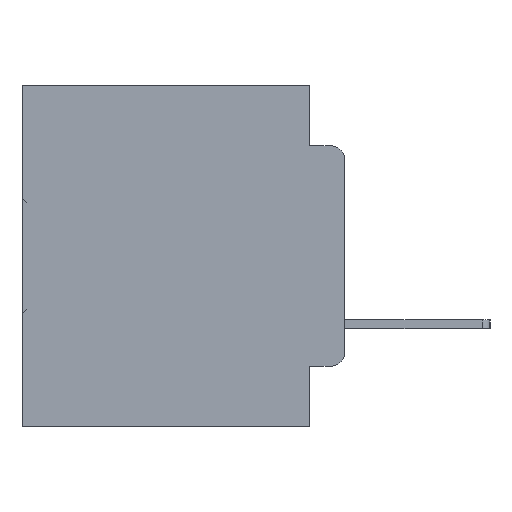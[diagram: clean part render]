
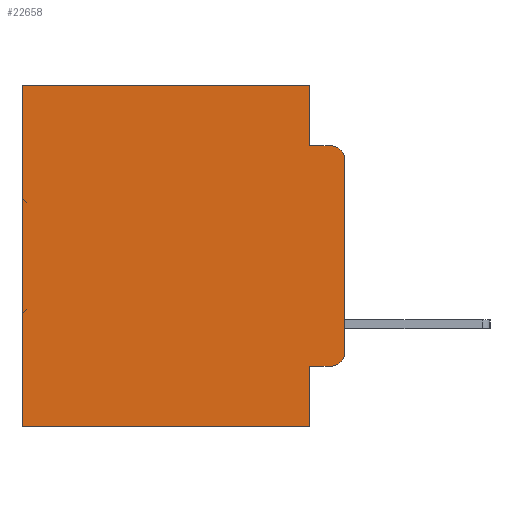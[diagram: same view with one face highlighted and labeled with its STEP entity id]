
A CAD part, left-side view. The second image highlights one B-rep face of the part: STEP entity #22658.
In plain terms, the highlighted planar face has unit normal (-1, 0, 0).
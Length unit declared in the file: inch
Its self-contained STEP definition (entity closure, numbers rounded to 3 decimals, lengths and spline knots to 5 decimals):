
#171 = DIRECTION ( 'NONE',  ( -1., 0., 0. ) ) ;
#478 = CIRCLE ( 'NONE', #22858, 0.02 ) ;
#801 = VERTEX_POINT ( 'NONE', #26930 ) ;
#1143 = DIRECTION ( 'NONE',  ( 0., -1., 0. ) ) ;
#1212 = CARTESIAN_POINT ( 'NONE',  ( 0.298, 0.051, -0.5 ) ) ;
#1271 = CARTESIAN_POINT ( 'NONE',  ( 0.298, 0.02, -0.0885 ) ) ;
#1449 = CIRCLE ( 'NONE', #24562, 0.02 ) ;
#1454 = CARTESIAN_POINT ( 'NONE',  ( 0.298, 0., -0.3915 ) ) ;
#1559 = VERTEX_POINT ( 'NONE', #20098 ) ;
#1918 = VERTEX_POINT ( 'NONE', #13806 ) ;
#1978 = DIRECTION ( 'NONE',  ( 1., 0., 0. ) ) ;
#2125 = CARTESIAN_POINT ( 'NONE',  ( 0.298, 0., -0.1085 ) ) ;
#2432 = VECTOR ( 'NONE', #3135, 39.37008 ) ;
#2574 = ORIENTED_EDGE ( 'NONE', *, *, #26596, .F. ) ;
#2639 = ORIENTED_EDGE ( 'NONE', *, *, #23054, .T. ) ;
#2882 = ORIENTED_EDGE ( 'NONE', *, *, #31737, .T. ) ;
#2896 = VECTOR ( 'NONE', #21665, 39.37008 ) ;
#3135 = DIRECTION ( 'NONE',  ( 0., 1., 0. ) ) ;
#3271 = EDGE_LOOP ( 'NONE', ( #19408, #10888, #11169, #7781, #8474, #2882, #3762, #2574, #2639, #26021 ) ) ;
#3762 = ORIENTED_EDGE ( 'NONE', *, *, #20447, .F. ) ;
#5430 = EDGE_CURVE ( 'NONE', #1918, #15197, #16522, .T. ) ;
#5542 = CARTESIAN_POINT ( 'NONE',  ( 0.298, 0.02, -0.1085 ) ) ;
#6192 = LINE ( 'NONE', #32569, #27208 ) ;
#6423 = DIRECTION ( 'NONE',  ( 0., 0., -1. ) ) ;
#6740 = FACE_OUTER_BOUND ( 'NONE', #3271, .T. ) ;
#6825 = AXIS2_PLACEMENT_3D ( 'NONE', #22990, #1978, #20464 ) ;
#7292 = CARTESIAN_POINT ( 'NONE',  ( 0.298, 0.051, -0.4115 ) ) ;
#7781 = ORIENTED_EDGE ( 'NONE', *, *, #11892, .F. ) ;
#8245 = DIRECTION ( 'NONE',  ( 0., 0., -1. ) ) ;
#8375 = VECTOR ( 'NONE', #9987, 39.37008 ) ;
#8474 = ORIENTED_EDGE ( 'NONE', *, *, #5430, .T. ) ;
#9987 = DIRECTION ( 'NONE',  ( 0., -1., 0. ) ) ;
#9988 = LINE ( 'NONE', #18999, #2896 ) ;
#10888 = ORIENTED_EDGE ( 'NONE', *, *, #17134, .T. ) ;
#11169 = ORIENTED_EDGE ( 'NONE', *, *, #13647, .F. ) ;
#11286 = LINE ( 'NONE', #29877, #17426 ) ;
#11478 = CARTESIAN_POINT ( 'NONE',  ( 0.298, 0., 0. ) ) ;
#11702 = VERTEX_POINT ( 'NONE', #18604 ) ;
#11892 = EDGE_CURVE ( 'NONE', #1918, #801, #11286, .T. ) ;
#12091 = VECTOR ( 'NONE', #31730, 39.37008 ) ;
#12556 = VERTEX_POINT ( 'NONE', #1212 ) ;
#13519 = CARTESIAN_POINT ( 'NONE',  ( 0.298, 0., -0.5 ) ) ;
#13647 = EDGE_CURVE ( 'NONE', #801, #18641, #6192, .T. ) ;
#13806 = CARTESIAN_POINT ( 'NONE',  ( 0.298, 0.051, 0. ) ) ;
#14110 = DIRECTION ( 'NONE',  ( 0., 0., -1. ) ) ;
#15197 = VERTEX_POINT ( 'NONE', #32295 ) ;
#15402 = VERTEX_POINT ( 'NONE', #1454 ) ;
#15567 = CARTESIAN_POINT ( 'NONE',  ( 0.298, 0.473, -0.5 ) ) ;
#16024 = CARTESIAN_POINT ( 'NONE',  ( 0.298, 0.02, -0.3915 ) ) ;
#16522 = LINE ( 'NONE', #31900, #2432 ) ;
#17134 = EDGE_CURVE ( 'NONE', #25153, #18641, #1449, .T. ) ;
#17426 = VECTOR ( 'NONE', #22169, 39.37008 ) ;
#17825 = PLANE ( 'NONE',  #6825 ) ;
#18604 = CARTESIAN_POINT ( 'NONE',  ( 0.298, 0.051, -0.4115 ) ) ;
#18641 = VERTEX_POINT ( 'NONE', #1271 ) ;
#18661 = DIRECTION ( 'NONE',  ( 0., 0., -1. ) ) ;
#18999 = CARTESIAN_POINT ( 'NONE',  ( 0.298, 0.473, 0. ) ) ;
#19408 = ORIENTED_EDGE ( 'NONE', *, *, #25945, .F. ) ;
#19536 = EDGE_CURVE ( 'NONE', #1559, #15402, #478, .T. ) ;
#20098 = CARTESIAN_POINT ( 'NONE',  ( 0.298, 0.02, -0.4115 ) ) ;
#20447 = EDGE_CURVE ( 'NONE', #12556, #22115, #32031, .T. ) ;
#20464 = DIRECTION ( 'NONE',  ( 0., 0., -1. ) ) ;
#21543 = LINE ( 'NONE', #7292, #8375 ) ;
#21665 = DIRECTION ( 'NONE',  ( 0., 0., -1. ) ) ;
#22115 = VERTEX_POINT ( 'NONE', #15567 ) ;
#22169 = DIRECTION ( 'NONE',  ( 0., 0., -1. ) ) ;
#22209 = CARTESIAN_POINT ( 'NONE',  ( 0.298, 0.051, 0. ) ) ;
#22658 = ADVANCED_FACE ( 'NONE', ( #6740 ), #17825, .F. ) ;
#22858 = AXIS2_PLACEMENT_3D ( 'NONE', #16024, #171, #18661 ) ;
#22990 = CARTESIAN_POINT ( 'NONE',  ( 0.298, 0., 0. ) ) ;
#23054 = EDGE_CURVE ( 'NONE', #11702, #1559, #21543, .T. ) ;
#23625 = VECTOR ( 'NONE', #6423, 39.37008 ) ;
#23978 = DIRECTION ( 'NONE',  ( -1., 0., 0. ) ) ;
#24087 = VECTOR ( 'NONE', #14110, 39.37008 ) ;
#24562 = AXIS2_PLACEMENT_3D ( 'NONE', #5542, #23978, #8245 ) ;
#25153 = VERTEX_POINT ( 'NONE', #2125 ) ;
#25945 = EDGE_CURVE ( 'NONE', #25153, #15402, #30961, .T. ) ;
#26021 = ORIENTED_EDGE ( 'NONE', *, *, #19536, .T. ) ;
#26596 = EDGE_CURVE ( 'NONE', #11702, #12556, #29707, .T. ) ;
#26930 = CARTESIAN_POINT ( 'NONE',  ( 0.298, 0.051, -0.0885 ) ) ;
#27208 = VECTOR ( 'NONE', #1143, 39.37008 ) ;
#29707 = LINE ( 'NONE', #22209, #23625 ) ;
#29877 = CARTESIAN_POINT ( 'NONE',  ( 0.298, 0.051, 0. ) ) ;
#30961 = LINE ( 'NONE', #11478, #24087 ) ;
#31730 = DIRECTION ( 'NONE',  ( 0., 1., 0. ) ) ;
#31737 = EDGE_CURVE ( 'NONE', #15197, #22115, #9988, .T. ) ;
#31900 = CARTESIAN_POINT ( 'NONE',  ( 0.298, 0., 0. ) ) ;
#32031 = LINE ( 'NONE', #13519, #12091 ) ;
#32295 = CARTESIAN_POINT ( 'NONE',  ( 0.298, 0.473, 0. ) ) ;
#32569 = CARTESIAN_POINT ( 'NONE',  ( 0.298, 0.051, -0.0885 ) ) ;
